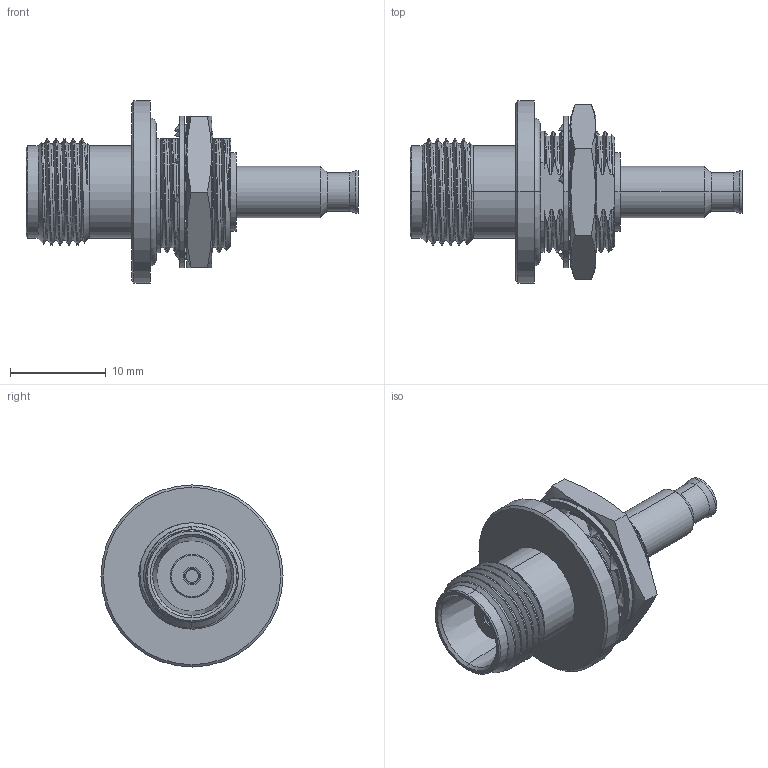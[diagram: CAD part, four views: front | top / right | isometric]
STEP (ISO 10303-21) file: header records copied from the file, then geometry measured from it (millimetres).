
FILE_DESCRIPTION (( 'STEP AP203' ), '1' );
FILE_NAME ('PE44900.step', '2019-08-28T20:37:46', ( '' ), ( '' ), 'SwSTEP 2.0', 'SolidWorks 2018', '' );
FILE_SCHEMA (( 'CONFIG_CONTROL_DESIGN' ));
Length unit declared in the file: inch
Products named in the file (1): PE44900
Bounding box: 34.75 x 19.05 x 19.05 mm (x, y, z)
Volume: 2518.4 mm3; surface area: 3313.7 mm2
Topology: 5 solids, 5 shells, 285 faces, 768 edges, 505 vertices
Faces by surface type: cylinder 91, bspline 76, plane 66, cone 48, torus 4
Entity records: 21396 total; most frequent: CARTESIAN_POINT 14962, ORIENTED_EDGE 1536, DIRECTION 1071, EDGE_CURVE 768, VERTEX_POINT 505, AXIS2_PLACEMENT_3D 406, EDGE_LOOP 305, ADVANCED_FACE 285
